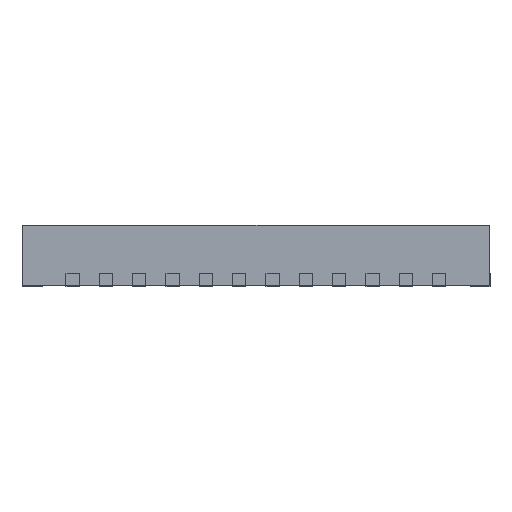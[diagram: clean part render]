
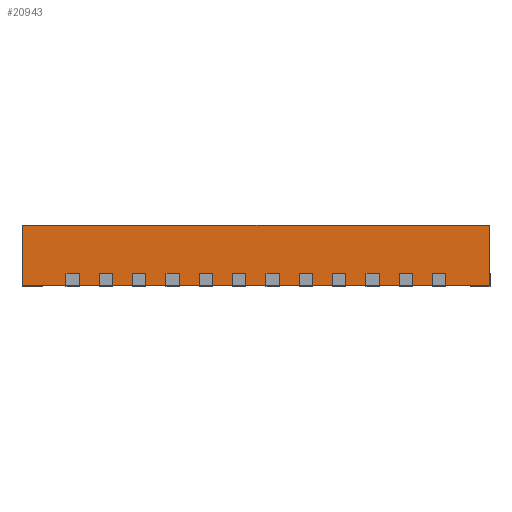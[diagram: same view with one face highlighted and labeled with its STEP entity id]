
A CAD part, left-side view. The second image highlights one B-rep face of the part: STEP entity #20943.
In plain terms, the highlighted planar face has unit normal (-1, 0, 0).
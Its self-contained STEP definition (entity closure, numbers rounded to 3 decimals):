
#1322 = DIRECTION ( 'NONE',  ( 0., -1., 0. ) ) ;
#1663 = CARTESIAN_POINT ( 'NONE',  ( -3.5, -3.5, 0.9 ) ) ;
#4166 = DIRECTION ( 'NONE',  ( 1., 0., 0. ) ) ;
#4343 = DIRECTION ( 'NONE',  ( 0., 0., -1. ) ) ;
#4433 = LINE ( 'NONE', #22969, #28633 ) ;
#5747 = VECTOR ( 'NONE', #26573, 1000. ) ;
#6908 = EDGE_CURVE ( 'NONE', #26596, #32237, #7002, .T. ) ;
#7002 = LINE ( 'NONE', #17370, #11790 ) ;
#7758 = EDGE_CURVE ( 'NONE', #32237, #26407, #4433, .T. ) ;
#7833 = AXIS2_PLACEMENT_3D ( 'NONE', #1663, #4166, #4343 ) ;
#8225 = ORIENTED_EDGE ( 'NONE', *, *, #23036, .T. ) ;
#8947 = LINE ( 'NONE', #24569, #31376 ) ;
#10146 = ORIENTED_EDGE ( 'NONE', *, *, #6908, .F. ) ;
#10910 = CARTESIAN_POINT ( 'NONE',  ( -3.5, -3.5, 0. ) ) ;
#11790 = VECTOR ( 'NONE', #27717, 1000. ) ;
#17370 = CARTESIAN_POINT ( 'NONE',  ( -3.5, -3.5, 0.9 ) ) ;
#19241 = LINE ( 'NONE', #27236, #5747 ) ;
#19755 = ORIENTED_EDGE ( 'NONE', *, *, #21741, .T. ) ;
#20580 = DIRECTION ( 'NONE',  ( 0., 0., -1. ) ) ;
#20943 = ADVANCED_FACE ( 'NONE', ( #30665 ), #23047, .F. ) ;
#21741 = EDGE_CURVE ( 'NONE', #26596, #24003, #19241, .T. ) ;
#22016 = EDGE_LOOP ( 'NONE', ( #8225, #32045, #10146, #19755 ) ) ;
#22052 = CARTESIAN_POINT ( 'NONE',  ( -3.5, -3.5, 0.9 ) ) ;
#22969 = CARTESIAN_POINT ( 'NONE',  ( -3.5, -3.5, 0.9 ) ) ;
#23036 = EDGE_CURVE ( 'NONE', #24003, #26407, #8947, .T. ) ;
#23047 = PLANE ( 'NONE',  #7833 ) ;
#24003 = VERTEX_POINT ( 'NONE', #30203 ) ;
#24569 = CARTESIAN_POINT ( 'NONE',  ( -3.5, -3.5, 0. ) ) ;
#26407 = VERTEX_POINT ( 'NONE', #10910 ) ;
#26573 = DIRECTION ( 'NONE',  ( 0., 0., -1. ) ) ;
#26596 = VERTEX_POINT ( 'NONE', #29202 ) ;
#27236 = CARTESIAN_POINT ( 'NONE',  ( -3.5, 3.5, 0.9 ) ) ;
#27717 = DIRECTION ( 'NONE',  ( 0., -1., 0. ) ) ;
#28633 = VECTOR ( 'NONE', #20580, 1000. ) ;
#29202 = CARTESIAN_POINT ( 'NONE',  ( -3.5, 3.5, 0.9 ) ) ;
#30203 = CARTESIAN_POINT ( 'NONE',  ( -3.5, 3.5, 0. ) ) ;
#30665 = FACE_OUTER_BOUND ( 'NONE', #22016, .T. ) ;
#31376 = VECTOR ( 'NONE', #1322, 1000. ) ;
#32045 = ORIENTED_EDGE ( 'NONE', *, *, #7758, .F. ) ;
#32237 = VERTEX_POINT ( 'NONE', #22052 ) ;
